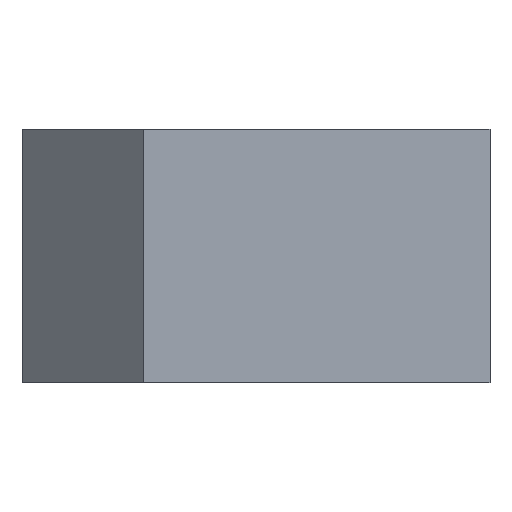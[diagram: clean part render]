
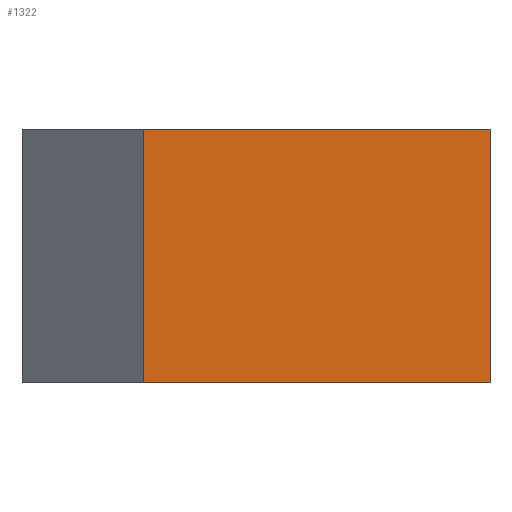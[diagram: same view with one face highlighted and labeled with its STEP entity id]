
A CAD part, left-side view. The second image highlights one B-rep face of the part: STEP entity #1322.
In plain terms, the highlighted planar face has unit normal (-1, 0, 0).
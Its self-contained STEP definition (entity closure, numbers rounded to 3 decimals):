
#13 = CARTESIAN_POINT ( 'NONE',  ( -58., 0., 0. ) ) ;
#22 = DIRECTION ( 'NONE',  ( 0., 1., 0. ) ) ;
#57 = DIRECTION ( 'NONE',  ( 0., 1., 0. ) ) ;
#80 = LINE ( 'NONE', #229, #859 ) ;
#94 = LINE ( 'NONE', #143, #1265 ) ;
#117 = ORIENTED_EDGE ( 'NONE', *, *, #700, .F. ) ;
#119 = DIRECTION ( 'NONE',  ( 0., 0., 1. ) ) ;
#141 = EDGE_LOOP ( 'NONE', ( #1525, #117, #820, #764 ) ) ;
#143 = CARTESIAN_POINT ( 'NONE',  ( -58., 63., -46. ) ) ;
#159 = LINE ( 'NONE', #1703, #935 ) ;
#229 = CARTESIAN_POINT ( 'NONE',  ( -58., 0., -46. ) ) ;
#274 = CARTESIAN_POINT ( 'NONE',  ( -58., 63., 0. ) ) ;
#361 = VERTEX_POINT ( 'NONE', #390 ) ;
#390 = CARTESIAN_POINT ( 'NONE',  ( -58., 0., -46. ) ) ;
#481 = VERTEX_POINT ( 'NONE', #1611 ) ;
#555 = VERTEX_POINT ( 'NONE', #274 ) ;
#588 = FACE_OUTER_BOUND ( 'NONE', #141, .T. ) ;
#599 = EDGE_CURVE ( 'NONE', #361, #814, #1880, .T. ) ;
#607 = DIRECTION ( 'NONE',  ( 1., 0., 0. ) ) ;
#677 = VECTOR ( 'NONE', #119, 1000. ) ;
#700 = EDGE_CURVE ( 'NONE', #481, #555, #94, .T. ) ;
#764 = ORIENTED_EDGE ( 'NONE', *, *, #599, .T. ) ;
#774 = DIRECTION ( 'NONE',  ( 0., 0., 1. ) ) ;
#814 = VERTEX_POINT ( 'NONE', #13 ) ;
#820 = ORIENTED_EDGE ( 'NONE', *, *, #1594, .F. ) ;
#859 = VECTOR ( 'NONE', #57, 1000. ) ;
#898 = PLANE ( 'NONE',  #1566 ) ;
#935 = VECTOR ( 'NONE', #22, 1000. ) ;
#1038 = CARTESIAN_POINT ( 'NONE',  ( -58., 0., -46. ) ) ;
#1265 = VECTOR ( 'NONE', #774, 1000. ) ;
#1322 = ADVANCED_FACE ( 'NONE', ( #588 ), #898, .F. ) ;
#1499 = DIRECTION ( 'NONE',  ( 0., 0., -1. ) ) ;
#1525 = ORIENTED_EDGE ( 'NONE', *, *, #1741, .T. ) ;
#1566 = AXIS2_PLACEMENT_3D ( 'NONE', #1646, #607, #1499 ) ;
#1594 = EDGE_CURVE ( 'NONE', #361, #481, #80, .T. ) ;
#1611 = CARTESIAN_POINT ( 'NONE',  ( -58., 63., -46. ) ) ;
#1646 = CARTESIAN_POINT ( 'NONE',  ( -58., 0., -46. ) ) ;
#1703 = CARTESIAN_POINT ( 'NONE',  ( -58., 0., 0. ) ) ;
#1741 = EDGE_CURVE ( 'NONE', #814, #555, #159, .T. ) ;
#1880 = LINE ( 'NONE', #1038, #677 ) ;
